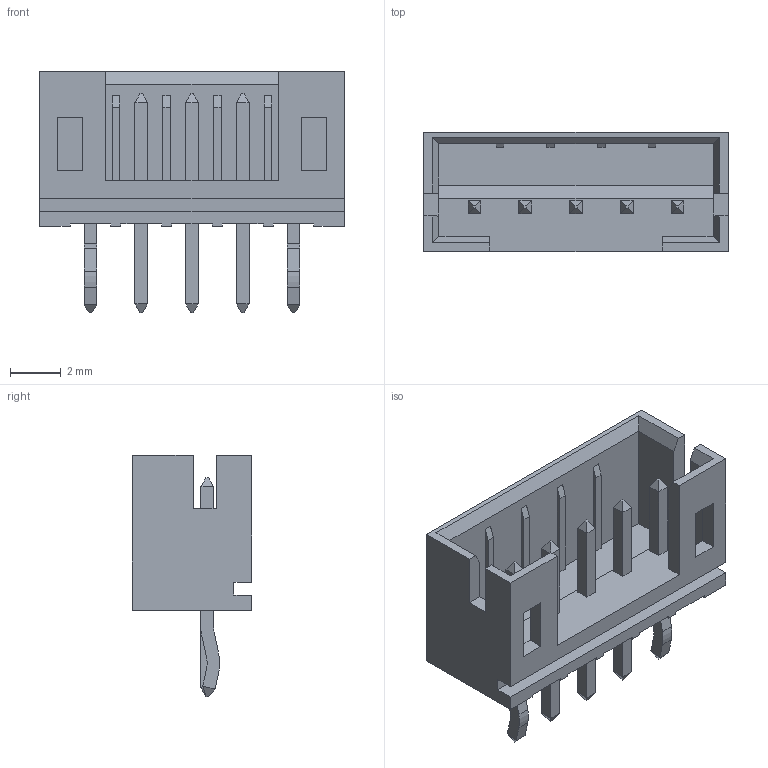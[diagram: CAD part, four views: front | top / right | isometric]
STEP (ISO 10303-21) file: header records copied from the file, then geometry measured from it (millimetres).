
FILE_DESCRIPTION(/* description */ ('Unknown'),/* implementation_level */ '2;1');
FILE_NAME(/* name */ '62000511622',/* time_stamp */ '2018-11-15T11:46:26+01:00',/* author */ ('Unknown'),/* organization */ ('Unknown'),/* preprocessor_version */ 'ST-DEVELOPER v16.7',/* originating_system */ 'DEX',/* authorisation */ $);
FILE_SCHEMA (('AUTOMOTIVE_DESIGN {1 0 10303 214 3 1 1}'));
Length unit declared in the file: millimetre
Products named in the file (4): 6200xx11622; 62000511622; 6200xx11622_Pin1; 6200xx11622_Pin2
Assembly tree (6 placements, depth 2):
  6200xx11622
    62000511622
    6200xx11622_Pin1  x2
    6200xx11622_Pin2  x3
Bounding box: 12 x 4.7 x 9.5 mm (x, y, z)
Volume: 138.4 mm3; surface area: 515.4 mm2
Topology: 6 solids, 6 shells, 185 faces, 475 edges, 302 vertices
Faces by surface type: plane 177, cylinder 8
Entity records: 4303 total; most frequent: CARTESIAN_POINT 747, ORIENTED_EDGE 734, DIRECTION 659, EDGE_CURVE 367, LINE 359, VECTOR 359, VERTEX_POINT 238, AXIS2_PLACEMENT_3D 150
